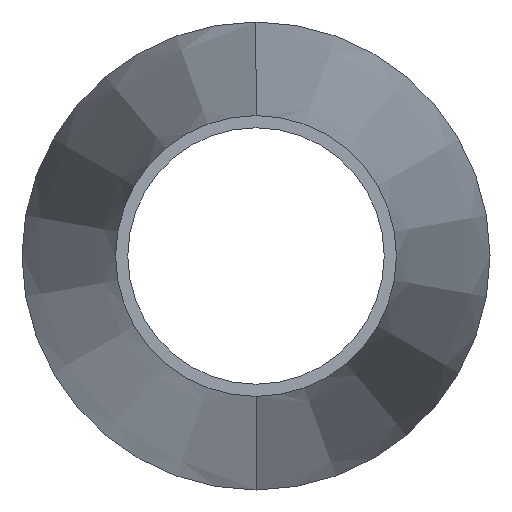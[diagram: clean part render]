
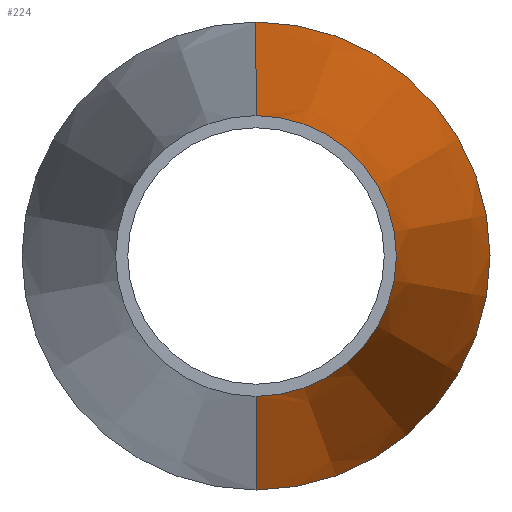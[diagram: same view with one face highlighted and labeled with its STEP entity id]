
A CAD part, front view. The second image highlights one B-rep face of the part: STEP entity #224.
In plain terms, the highlighted conical face has half-angle 7.125 degrees and reference radius 19.05 mm.
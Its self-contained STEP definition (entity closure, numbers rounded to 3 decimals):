
#6 = VECTOR ( 'NONE', #355, 1000. ) ;
#12 = ORIENTED_EDGE ( 'NONE', *, *, #183, .F. ) ;
#20 = CARTESIAN_POINT ( 'NONE',  ( 0., 0., -19.05 ) ) ;
#25 = VERTEX_POINT ( 'NONE', #20 ) ;
#28 = CARTESIAN_POINT ( 'NONE',  ( 0., 0., 0. ) ) ;
#48 = DIRECTION ( 'NONE',  ( 0., 1., 0. ) ) ;
#59 = DIRECTION ( 'NONE',  ( 0., 0., -1. ) ) ;
#60 = DIRECTION ( 'NONE',  ( 0., -1., 0. ) ) ;
#63 = AXIS2_PLACEMENT_3D ( 'NONE', #254, #90, #403 ) ;
#78 = VERTEX_POINT ( 'NONE', #212 ) ;
#90 = DIRECTION ( 'NONE',  ( 0., 1., 0. ) ) ;
#95 = AXIS2_PLACEMENT_3D ( 'NONE', #195, #48, #220 ) ;
#103 = ORIENTED_EDGE ( 'NONE', *, *, #354, .T. ) ;
#108 = VERTEX_POINT ( 'NONE', #149 ) ;
#122 = AXIS2_PLACEMENT_3D ( 'NONE', #28, #60, #59 ) ;
#131 = CARTESIAN_POINT ( 'NONE',  ( 0., 0., 19.05 ) ) ;
#149 = CARTESIAN_POINT ( 'NONE',  ( 0., 0., 19.05 ) ) ;
#159 = EDGE_LOOP ( 'NONE', ( #312, #103, #12, #372 ) ) ;
#181 = LINE ( 'NONE', #131, #6 ) ;
#183 = EDGE_CURVE ( 'NONE', #78, #314, #292, .T. ) ;
#187 = CIRCLE ( 'NONE', #122, 19.05 ) ;
#195 = CARTESIAN_POINT ( 'NONE',  ( 0., 101.6, 0. ) ) ;
#199 = FACE_OUTER_BOUND ( 'NONE', #159, .T. ) ;
#212 = CARTESIAN_POINT ( 'NONE',  ( 0., 101.6, 31.75 ) ) ;
#220 = DIRECTION ( 'NONE',  ( 0., 0., 1. ) ) ;
#224 = ADVANCED_FACE ( 'NONE', ( #199 ), #371, .T. ) ;
#225 = CARTESIAN_POINT ( 'NONE',  ( 0., 101.6, -31.75 ) ) ;
#254 = CARTESIAN_POINT ( 'NONE',  ( 0., 0., 0. ) ) ;
#275 = LINE ( 'NONE', #322, #302 ) ;
#287 = EDGE_CURVE ( 'NONE', #25, #108, #187, .T. ) ;
#292 = CIRCLE ( 'NONE', #95, 31.75 ) ;
#302 = VECTOR ( 'NONE', #379, 1000. ) ;
#312 = ORIENTED_EDGE ( 'NONE', *, *, #287, .F. ) ;
#314 = VERTEX_POINT ( 'NONE', #225 ) ;
#322 = CARTESIAN_POINT ( 'NONE',  ( 0., 0., -19.05 ) ) ;
#354 = EDGE_CURVE ( 'NONE', #25, #314, #275, .T. ) ;
#355 = DIRECTION ( 'NONE',  ( 0., 0.992, 0.124 ) ) ;
#371 = CONICAL_SURFACE ( 'NONE', #63, 19.05, 0.124 ) ;
#372 = ORIENTED_EDGE ( 'NONE', *, *, #388, .F. ) ;
#379 = DIRECTION ( 'NONE',  ( 0., 0.992, -0.124 ) ) ;
#388 = EDGE_CURVE ( 'NONE', #108, #78, #181, .T. ) ;
#403 = DIRECTION ( 'NONE',  ( 0., 0., 1. ) ) ;
